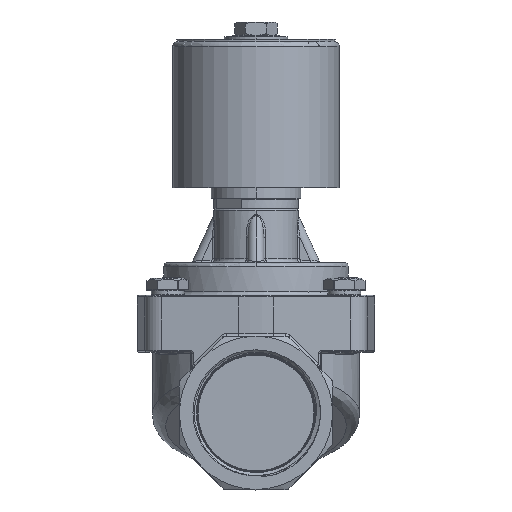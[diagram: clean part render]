
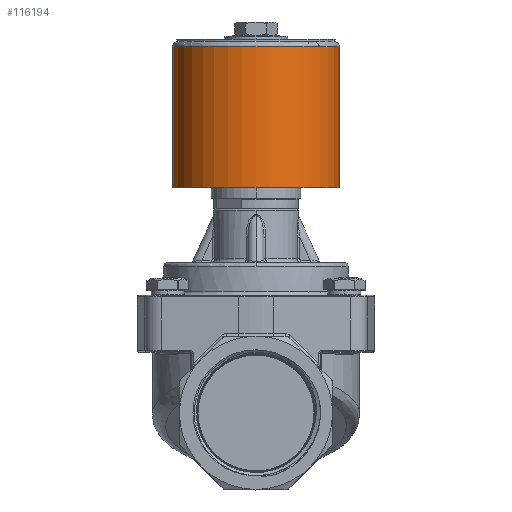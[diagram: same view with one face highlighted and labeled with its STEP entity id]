
A CAD part, top view. The second image highlights one B-rep face of the part: STEP entity #116194.
In plain terms, the highlighted cylindrical face has radius 31.5 mm (diameter 63 mm), a partial arc.
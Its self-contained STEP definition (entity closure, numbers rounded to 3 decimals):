
#1077 = VERTEX_POINT ( 'NONE', #168466 ) ;
#4773 = EDGE_CURVE ( 'NONE', #61654, #1077, #150686, .T. ) ;
#5475 = DIRECTION ( 'NONE',  ( 1., 0., 0. ) ) ;
#7997 = CARTESIAN_POINT ( 'NONE',  ( 38.735, 25.537, 90.342 ) ) ;
#14141 = AXIS2_PLACEMENT_3D ( 'NONE', #51775, #145589, #65242 ) ;
#29246 = CARTESIAN_POINT ( 'NONE',  ( 70.235, 25.537, 90.342 ) ) ;
#34139 = CARTESIAN_POINT ( 'NONE',  ( 7.235, 25.537, 90.342 ) ) ;
#35623 = VERTEX_POINT ( 'NONE', #34139 ) ;
#40315 = EDGE_LOOP ( 'NONE', ( #119686, #62613, #98799, #171576 ) ) ;
#42368 = VERTEX_POINT ( 'NONE', #124770 ) ;
#47945 = VECTOR ( 'NONE', #69833, 1000. ) ;
#51775 = CARTESIAN_POINT ( 'NONE',  ( 38.735, 25.537, 90.342 ) ) ;
#52192 = FACE_OUTER_BOUND ( 'NONE', #40315, .T. ) ;
#55826 = CARTESIAN_POINT ( 'NONE',  ( 70.235, 25.537, 90.342 ) ) ;
#60816 = CIRCLE ( 'NONE', #91161, 31.5 ) ;
#61654 = VERTEX_POINT ( 'NONE', #29246 ) ;
#61951 = DIRECTION ( 'NONE',  ( 1., 0., 0. ) ) ;
#62613 = ORIENTED_EDGE ( 'NONE', *, *, #95789, .T. ) ;
#65242 = DIRECTION ( 'NONE',  ( 1., 0., 0. ) ) ;
#65471 = VECTOR ( 'NONE', #171143, 1000. ) ;
#69833 = DIRECTION ( 'NONE',  ( 0., 1., 0. ) ) ;
#74280 = DIRECTION ( 'NONE',  ( 0., 1., 0. ) ) ;
#77322 = CARTESIAN_POINT ( 'NONE',  ( 7.235, 25.537, 90.342 ) ) ;
#85746 = DIRECTION ( 'NONE',  ( 0., -1., 0. ) ) ;
#91161 = AXIS2_PLACEMENT_3D ( 'NONE', #166134, #85746, #5475 ) ;
#95789 = EDGE_CURVE ( 'NONE', #35623, #61654, #135195, .T. ) ;
#98799 = ORIENTED_EDGE ( 'NONE', *, *, #4773, .T. ) ;
#110985 = EDGE_CURVE ( 'NONE', #35623, #42368, #168300, .T. ) ;
#111547 = AXIS2_PLACEMENT_3D ( 'NONE', #7997, #74280, #61951 ) ;
#116194 = ADVANCED_FACE ( 'NONE', ( #52192 ), #142362, .T. ) ;
#119686 = ORIENTED_EDGE ( 'NONE', *, *, #110985, .F. ) ;
#124770 = CARTESIAN_POINT ( 'NONE',  ( 7.235, 79.037, 90.342 ) ) ;
#125621 = EDGE_CURVE ( 'NONE', #1077, #42368, #60816, .T. ) ;
#135195 = CIRCLE ( 'NONE', #14141, 31.5 ) ;
#142362 = CYLINDRICAL_SURFACE ( 'NONE', #111547, 31.5 ) ;
#145589 = DIRECTION ( 'NONE',  ( 0., 1., 0. ) ) ;
#150686 = LINE ( 'NONE', #55826, #47945 ) ;
#166134 = CARTESIAN_POINT ( 'NONE',  ( 38.735, 79.037, 90.342 ) ) ;
#168300 = LINE ( 'NONE', #77322, #65471 ) ;
#168466 = CARTESIAN_POINT ( 'NONE',  ( 70.235, 79.037, 90.342 ) ) ;
#171143 = DIRECTION ( 'NONE',  ( 0., 1., 0. ) ) ;
#171576 = ORIENTED_EDGE ( 'NONE', *, *, #125621, .T. ) ;
